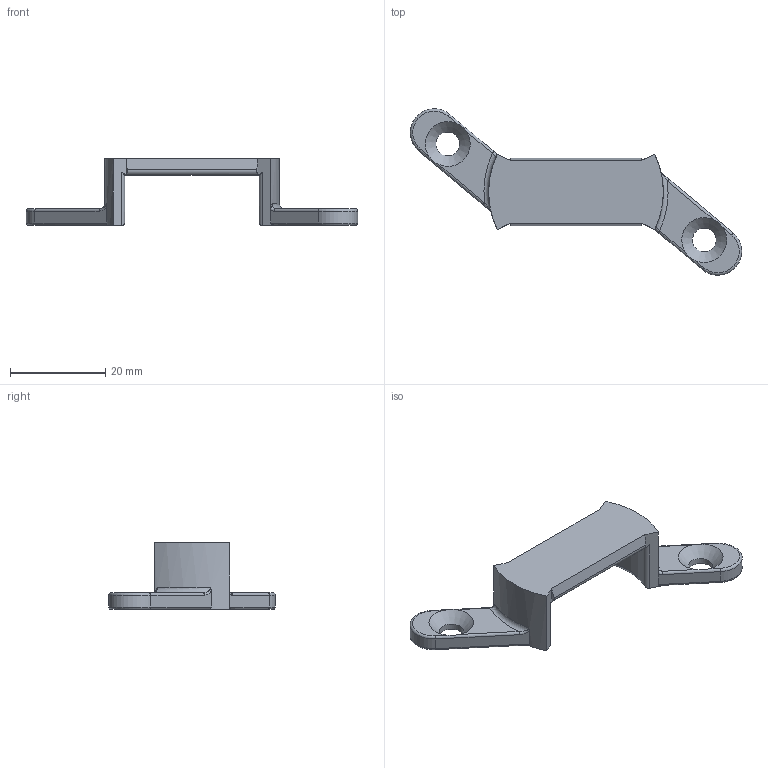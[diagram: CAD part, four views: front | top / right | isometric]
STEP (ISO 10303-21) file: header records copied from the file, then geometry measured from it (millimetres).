
FILE_DESCRIPTION(/* description */ (''),/* implementation_level */ '2;1');
FILE_NAME(/* name */ 'AK000005.stp',/* time_stamp */ '2017-01-11T13:44:06+01:00',/* author */ ('gelzhaeuser'),/* organization */ (''),/* preprocessor_version */ 'ST-DEVELOPER v15.2',/* originating_system */ 'Autodesk Inventor 2014',/* authorisation */ '');
FILE_SCHEMA (('AUTOMOTIVE_DESIGN { 1 0 10303 214 3 1 1 }'));
Length unit declared in the file: millimetre
Products named in the file (1): AK000005
Bounding box: 69.41 x 34.88 x 14 mm (x, y, z)
Volume: 3784.5 mm3; surface area: 3031.2 mm2
Topology: 1 solids, 1 shells, 58 faces, 154 edges, 96 vertices
Faces by surface type: cylinder 26, plane 18, torus 8, bspline 4, cone 2
Full cylindrical faces by diameter (mm): 5 x2
Entity records: 2181 total; most frequent: CARTESIAN_POINT 693, ORIENTED_EDGE 296, DIRECTION 288, EDGE_CURVE 148, AXIS2_PLACEMENT_3D 115, VERTEX_POINT 94, EDGE_LOOP 64, STYLED_ITEM 59
